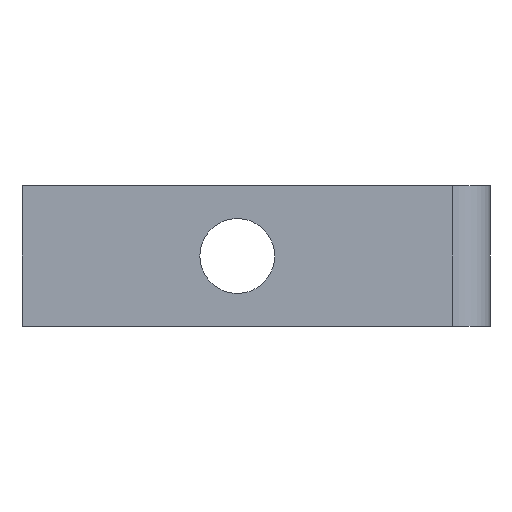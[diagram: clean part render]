
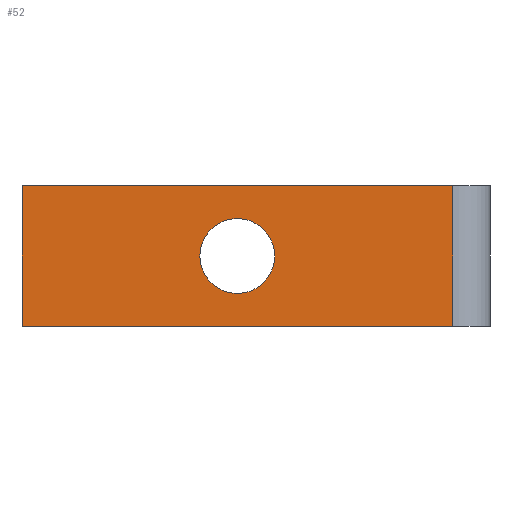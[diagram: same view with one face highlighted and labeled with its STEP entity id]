
A CAD part, left-side view. The second image highlights one B-rep face of the part: STEP entity #52.
In plain terms, the highlighted planar face has unit normal (-1, 0, 0).
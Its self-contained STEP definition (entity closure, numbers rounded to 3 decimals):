
#52 = ADVANCED_FACE( '', ( #104, #105 ), #106, .F. );
#104 = FACE_BOUND( '', #153, .T. );
#105 = FACE_OUTER_BOUND( '', #154, .T. );
#106 = PLANE( '', #155 );
#153 = EDGE_LOOP( '', ( #241 ) );
#154 = EDGE_LOOP( '', ( #242, #243, #244, #245 ) );
#155 = AXIS2_PLACEMENT_3D( '', #246, #247, #248 );
#241 = ORIENTED_EDGE( '', *, *, #301, .T. );
#242 = ORIENTED_EDGE( '', *, *, #279, .T. );
#243 = ORIENTED_EDGE( '', *, *, #298, .F. );
#244 = ORIENTED_EDGE( '', *, *, #287, .F. );
#245 = ORIENTED_EDGE( '', *, *, #303, .T. );
#246 = CARTESIAN_POINT( '', ( 0., 50., 7.5 ) );
#247 = DIRECTION( '', ( 1., 0., 0. ) );
#248 = DIRECTION( '', ( 0., 0., -1. ) );
#279 = EDGE_CURVE( '', #324, #325, #326, .T. );
#287 = EDGE_CURVE( '', #338, #339, #340, .T. );
#298 = EDGE_CURVE( '', #339, #325, #355, .T. );
#301 = EDGE_CURVE( '', #359, #359, #360, .T. );
#303 = EDGE_CURVE( '', #338, #324, #362, .T. );
#324 = VERTEX_POINT( '', #388 );
#325 = VERTEX_POINT( '', #389 );
#326 = LINE( '', #390, #391 );
#338 = VERTEX_POINT( '', #407 );
#339 = VERTEX_POINT( '', #408 );
#340 = LINE( '', #409, #410 );
#355 = LINE( '', #431, #432 );
#359 = VERTEX_POINT( '', #436 );
#360 = CIRCLE( '', #437, 4. );
#362 = LINE( '', #439, #440 );
#388 = CARTESIAN_POINT( '', ( 0., 50., -7.5 ) );
#389 = CARTESIAN_POINT( '', ( 0., 4., -7.5 ) );
#390 = CARTESIAN_POINT( '', ( 0., 50., -7.5 ) );
#391 = VECTOR( '', #459, 1000. );
#407 = CARTESIAN_POINT( '', ( 0., 50., 7.5 ) );
#408 = CARTESIAN_POINT( '', ( 0., 4., 7.5 ) );
#409 = CARTESIAN_POINT( '', ( 0., 50., 7.5 ) );
#410 = VECTOR( '', #470, 1000. );
#431 = CARTESIAN_POINT( '', ( 0., 4., 7.5 ) );
#432 = VECTOR( '', #483, 1000. );
#436 = CARTESIAN_POINT( '', ( 0., 27., -4. ) );
#437 = AXIS2_PLACEMENT_3D( '', #487, #488, #489 );
#439 = CARTESIAN_POINT( '', ( 0., 50., 7.5 ) );
#440 = VECTOR( '', #490, 1000. );
#459 = DIRECTION( '', ( 0., -1., 0. ) );
#470 = DIRECTION( '', ( 0., -1., 0. ) );
#483 = DIRECTION( '', ( 0., 0., -1. ) );
#487 = CARTESIAN_POINT( '', ( 0., 27., 0. ) );
#488 = DIRECTION( '', ( 1., 0., 0. ) );
#489 = DIRECTION( '', ( 0., 0., -1. ) );
#490 = DIRECTION( '', ( 0., 0., -1. ) );
